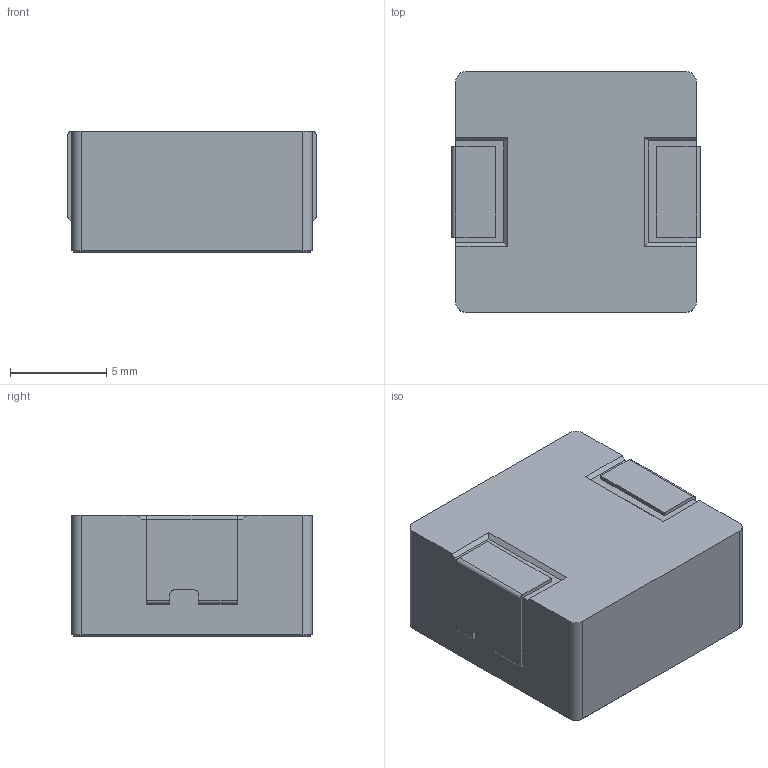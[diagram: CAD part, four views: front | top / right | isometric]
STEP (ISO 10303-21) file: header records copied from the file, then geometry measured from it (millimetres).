
FILE_DESCRIPTION(/* description */ (''),/* implementation_level */ '2;1');
FILE_NAME(/* name */ 'TMPC1235HP-Series',/* time_stamp */ '2014-01-23T08:33:32+08:00',/* author */ (''),/* organization */ (''),/* preprocessor_version */ 'ST-DEVELOPER v9',/* originating_system */ 'UGS - NX 4.0',/* authorisation */ '');
FILE_SCHEMA (('CONFIG_CONTROL_DESIGN'));
Length unit declared in the file: millimetre
Products named in the file (1): Admi4FFDtvbu
Bounding box: 12.9 x 12.5 x 6.3 mm (x, y, z)
Surface area: 1591 mm2
Topology: 8 solids, 8 shells, 167 faces, 446 edges, 295 vertices
Faces by surface type: plane 95, cylinder 34, extrusion 33, cone 4, bspline 1
Entity records: 7746 total; most frequent: CARTESIAN_POINT 3692, ORIENTED_EDGE 888, DIRECTION 691, EDGE_CURVE 444, VERTEX_POINT 294, VECTOR 275, LINE 242, AXIS2_PLACEMENT_3D 208
